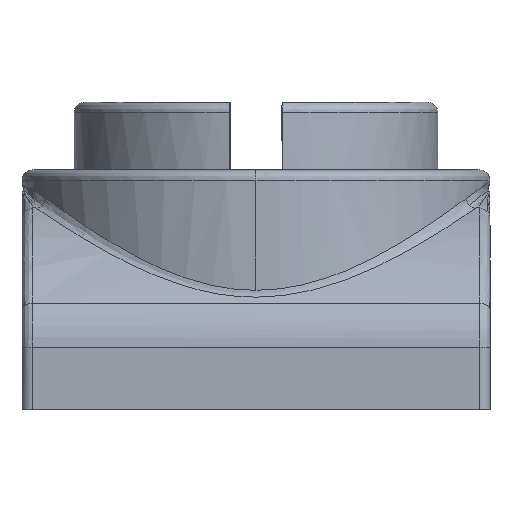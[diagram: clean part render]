
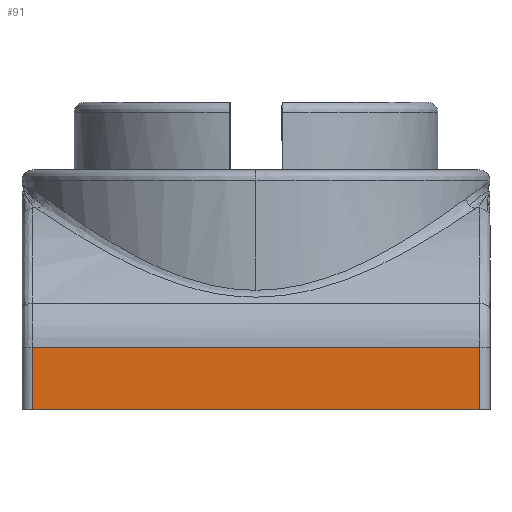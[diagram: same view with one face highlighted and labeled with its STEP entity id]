
A CAD part, left-side view. The second image highlights one B-rep face of the part: STEP entity #91.
In plain terms, the highlighted planar face has unit normal (-1, 0, 0).
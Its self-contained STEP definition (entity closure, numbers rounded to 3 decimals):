
#91=ADVANCED_FACE('',(#327),#2953,.T.);
#327=FACE_OUTER_BOUND('',#539,.T.);
#539=EDGE_LOOP('',(#1047,#1048,#1049,#1050));
#1047=ORIENTED_EDGE('',*,*,#1788,.F.);
#1048=ORIENTED_EDGE('',*,*,#1809,.T.);
#1049=ORIENTED_EDGE('',*,*,#1803,.F.);
#1050=ORIENTED_EDGE('',*,*,#1615,.T.);
#1615=EDGE_CURVE('',#2535,#2534,#2071,.T.);
#1788=EDGE_CURVE('',#2658,#2534,#2173,.T.);
#1803=EDGE_CURVE('',#2535,#2666,#2179,.T.);
#1809=EDGE_CURVE('',#2658,#2666,#2181,.T.);
#2071=B_SPLINE_CURVE_WITH_KNOTS('',1,(#7089,#7090),.UNSPECIFIED.,.F.,.F.,
(2,2),(-86.,0.),.UNSPECIFIED.);
#2173=B_SPLINE_CURVE_WITH_KNOTS('',1,(#7954,#7955),.UNSPECIFIED.,.F.,.F.,
(2,2),(0.,12.),.UNSPECIFIED.);
#2179=B_SPLINE_CURVE_WITH_KNOTS('',1,(#7997,#7998),.UNSPECIFIED.,.F.,.F.,
(2,2),(0.,12.),.UNSPECIFIED.);
#2181=B_SPLINE_CURVE_WITH_KNOTS('',1,(#8013,#8014),.UNSPECIFIED.,.F.,.F.,
(2,2),(0.,86.),.UNSPECIFIED.);
#2534=VERTEX_POINT('',#6857);
#2535=VERTEX_POINT('',#6858);
#2658=VERTEX_POINT('',#6981);
#2666=VERTEX_POINT('',#6989);
#2953=PLANE('',#3036);
#3036=AXIS2_PLACEMENT_3D('',#6127,#3102,$);
#3102=DIRECTION('',(-1.,0.,0.));
#6127=CARTESIAN_POINT('',(-1307.712,-51.72,-15.926));
#6857=CARTESIAN_POINT('',(-1307.712,-43.,-14.606));
#6858=CARTESIAN_POINT('',(-1307.712,43.,-14.606));
#6981=CARTESIAN_POINT('',(-1307.712,-43.,-2.606));
#6989=CARTESIAN_POINT('',(-1307.712,43.,-2.606));
#7089=CARTESIAN_POINT('',(-1307.712,43.,-14.606));
#7090=CARTESIAN_POINT('',(-1307.712,-43.,-14.606));
#7954=CARTESIAN_POINT('',(-1307.712,-43.,-2.606));
#7955=CARTESIAN_POINT('',(-1307.712,-43.,-14.606));
#7997=CARTESIAN_POINT('',(-1307.712,43.,-14.606));
#7998=CARTESIAN_POINT('',(-1307.712,43.,-2.606));
#8013=CARTESIAN_POINT('',(-1307.712,-43.,-2.606));
#8014=CARTESIAN_POINT('',(-1307.712,43.,-2.606));
